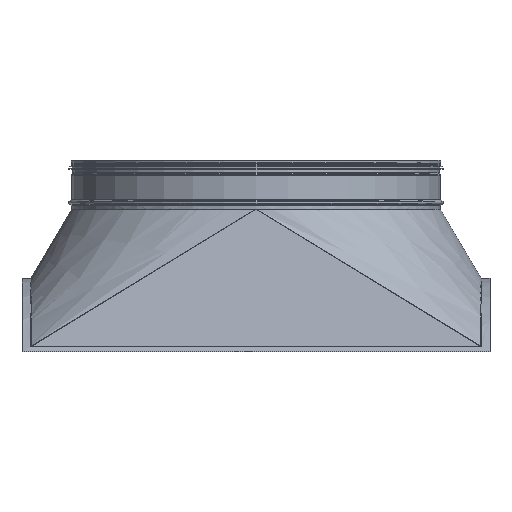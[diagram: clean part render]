
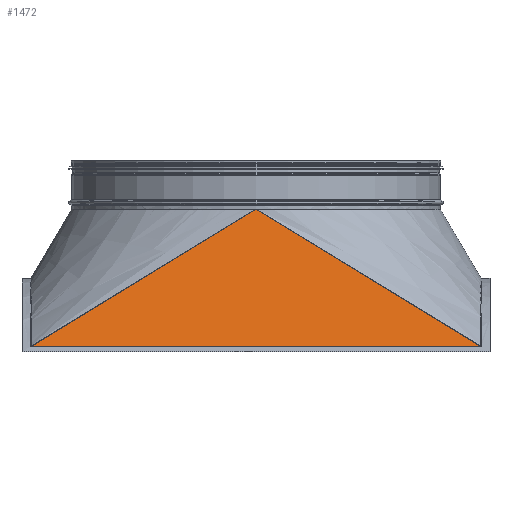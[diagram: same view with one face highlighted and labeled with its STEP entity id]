
A CAD part, front view. The second image highlights one B-rep face of the part: STEP entity #1472.
In plain terms, the highlighted planar face has unit normal (0, -0.979, 0.204).
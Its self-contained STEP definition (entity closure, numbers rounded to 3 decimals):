
#340=CARTESIAN_POINT('',(0.197,-313.875,742.88));
#341=VERTEX_POINT('',#340);
#342=CARTESIAN_POINT('',(-0.197,-313.875,742.88));
#343=VERTEX_POINT('',#342);
#344=CARTESIAN_POINT('',(0.0,0.0,2251.506));
#345=DIRECTION('',(0.,0.979,-0.204));
#346=DIRECTION('',(0.0,-0.204,-0.979));
#347=AXIS2_PLACEMENT_3D('',#344,#345,#346);
#348=ELLIPSE('',#347,1540.931,313.875);
#349=EDGE_CURVE('',#341,#343,#348,.T.);
#1048=CARTESIAN_POINT('',(383.5,-362.5,509.166));
#1049=VERTEX_POINT('',#1048);
#1050=CARTESIAN_POINT('',(0.197,-313.875,742.88));
#1051=DIRECTION('',(0.849,-0.108,-0.518));
#1052=VECTOR('',#1051,451.562);
#1053=LINE('',#1050,#1052);
#1054=EDGE_CURVE('',#341,#1049,#1053,.T.);
#1403=CARTESIAN_POINT('',(-383.5,-362.5,509.166));
#1404=VERTEX_POINT('',#1403);
#1424=CARTESIAN_POINT('',(-383.5,-362.5,509.166));
#1425=DIRECTION('',(1.0,0.0,0.0));
#1426=VECTOR('',#1425,767.);
#1427=LINE('',#1424,#1426);
#1428=EDGE_CURVE('',#1404,#1049,#1427,.T.);
#1456=CARTESIAN_POINT('',(0.,-349.343,572.404));
#1457=DIRECTION('',(0.,0.979,-0.204));
#1458=DIRECTION('',(0.,0.204,0.979));
#1459=AXIS2_PLACEMENT_3D('',#1456,#1457,#1458);
#1460=PLANE('',#1459);
#1461=ORIENTED_EDGE('',*,*,#349,.T.);
#1462=CARTESIAN_POINT('',(-0.197,-313.875,742.88));
#1463=DIRECTION('',(-0.849,-0.108,-0.518));
#1464=VECTOR('',#1463,451.562);
#1465=LINE('',#1462,#1464);
#1466=EDGE_CURVE('',#343,#1404,#1465,.T.);
#1467=ORIENTED_EDGE('',*,*,#1466,.T.);
#1468=ORIENTED_EDGE('',*,*,#1428,.T.);
#1469=ORIENTED_EDGE('',*,*,#1054,.F.);
#1470=EDGE_LOOP('',(#1461,#1467,#1468,#1469));
#1471=FACE_OUTER_BOUND('',#1470,.T.);
#1472=ADVANCED_FACE('',(#1471),#1460,.F.);
